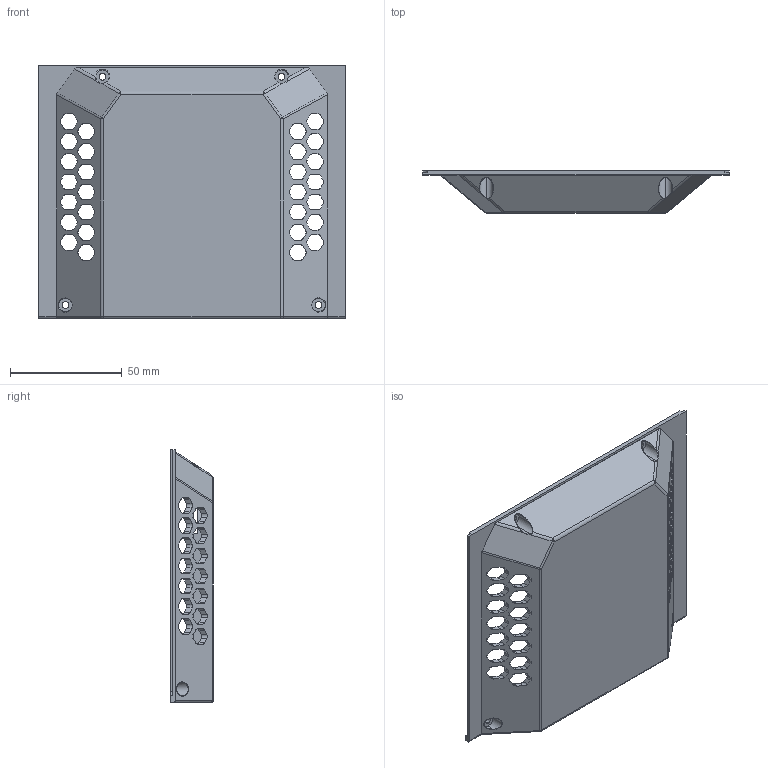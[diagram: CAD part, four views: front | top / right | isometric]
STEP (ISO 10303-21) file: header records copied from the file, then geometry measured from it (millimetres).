
FILE_DESCRIPTION (( 'STEP AP214' ), '1' );
FILE_NAME ('7gi5 Back Cover.STEP', '2023-07-04T20:23:33', ( '' ), ( '' ), 'SwSTEP 2.0', 'SolidWorks 2021', '' );
FILE_SCHEMA (( 'AUTOMOTIVE_DESIGN' ));
Length unit declared in the file: millimetre
Products named in the file (1): 7gi5 Back Cover
Bounding box: 137 x 19 x 113 mm (x, y, z)
Volume: 39196.3 mm3; surface area: 39350.4 mm2
Topology: 1 solids, 1 shells, 566 faces, 1606 edges, 1049 vertices
Faces by surface type: cylinder 271, plane 252, bspline 26, sphere 12, torus 5
Entity records: 19804 total; most frequent: CARTESIAN_POINT 6172, ORIENTED_EDGE 3212, DIRECTION 2433, EDGE_CURVE 1606, VERTEX_POINT 1049, VECTOR 973, LINE 973, AXIS2_PLACEMENT_3D 730
